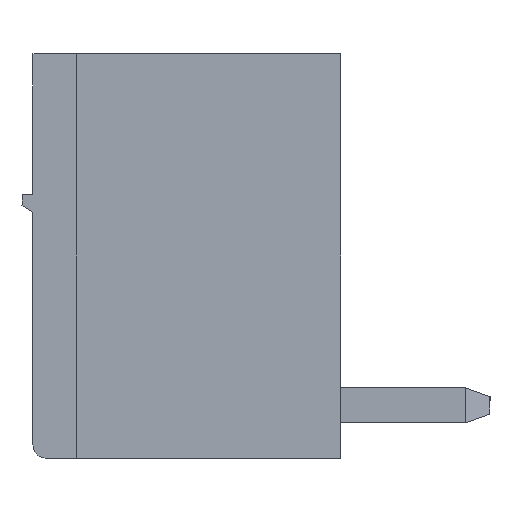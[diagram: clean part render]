
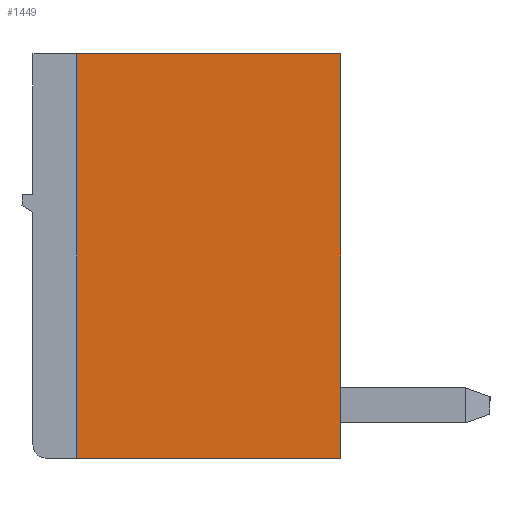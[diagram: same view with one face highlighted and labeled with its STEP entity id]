
A CAD part, left-side view. The second image highlights one B-rep face of the part: STEP entity #1449.
In plain terms, the highlighted planar face has unit normal (-1, 0, 0).
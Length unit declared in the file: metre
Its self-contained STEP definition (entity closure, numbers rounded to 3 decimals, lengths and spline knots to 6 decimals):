
#1449=ADVANCED_FACE('',(#3581),#3582,.F.);
#3581=FACE_OUTER_BOUND('',#6357,.T.);
#3582=PLANE('',#6358);
#6357=EDGE_LOOP('',(#11039,#11040,#11041,#11042));
#6358=AXIS2_PLACEMENT_3D('',#11043,#11044,#11045);
#11039=ORIENTED_EDGE('',*,*,#16832,.F.);
#11040=ORIENTED_EDGE('',*,*,#16490,.F.);
#11041=ORIENTED_EDGE('',*,*,#17633,.T.);
#11042=ORIENTED_EDGE('',*,*,#16947,.T.);
#11043=CARTESIAN_POINT('',(-1.091827,0.00386,0.000933));
#11044=DIRECTION('',(1.0,0.,0.));
#11045=DIRECTION('',(0.0,0.,1.0));
#16490=EDGE_CURVE('',#19749,#19740,#19751,.T.);
#16832=EDGE_CURVE('',#19740,#20433,#20434,.T.);
#16947=EDGE_CURVE('',#20634,#20433,#20635,.T.);
#17633=EDGE_CURVE('',#19749,#20634,#21599,.T.);
#19740=VERTEX_POINT('',#24487);
#19749=VERTEX_POINT('',#24501);
#19751=LINE('',#24504,#24505);
#20433=VERTEX_POINT('',#25469);
#20434=LINE('',#25470,#25471);
#20634=VERTEX_POINT('',#25780);
#20635=LINE('',#25781,#25782);
#21599=LINE('',#27178,#27179);
#24487=CARTESIAN_POINT('',(-1.091827,0.00386,0.000933));
#24501=CARTESIAN_POINT('',(-1.091827,0.00986,0.000933));
#24504=CARTESIAN_POINT('',(-1.091827,0.00386,0.000933));
#24505=VECTOR('',#30886,1.0);
#25469=CARTESIAN_POINT('',(-1.091827,0.00386,-0.008267));
#25470=CARTESIAN_POINT('',(-1.091827,0.00386,0.000933));
#25471=VECTOR('',#31343,1.0);
#25780=CARTESIAN_POINT('',(-1.091827,0.00986,-0.008267));
#25781=CARTESIAN_POINT('',(-1.091827,0.00386,-0.008267));
#25782=VECTOR('',#31465,1.0);
#27178=CARTESIAN_POINT('',(-1.091827,0.00986,0.000933));
#27179=VECTOR('',#32003,1.0);
#30886=DIRECTION('',(0.,-1.0,0.));
#31343=DIRECTION('',(0.,0.,-1.0));
#31465=DIRECTION('',(0.,-1.0,0.));
#32003=DIRECTION('',(0.,0.,-1.0));
